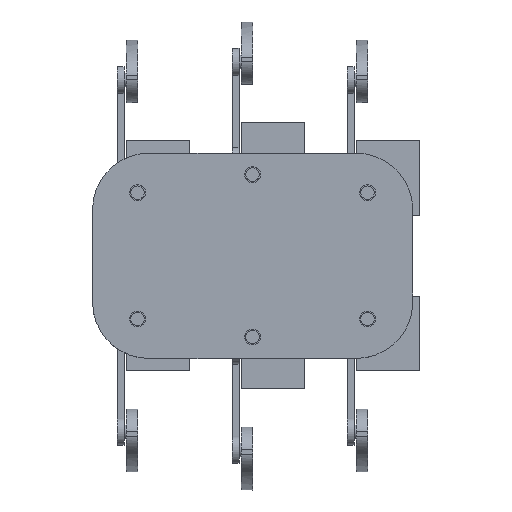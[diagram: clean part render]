
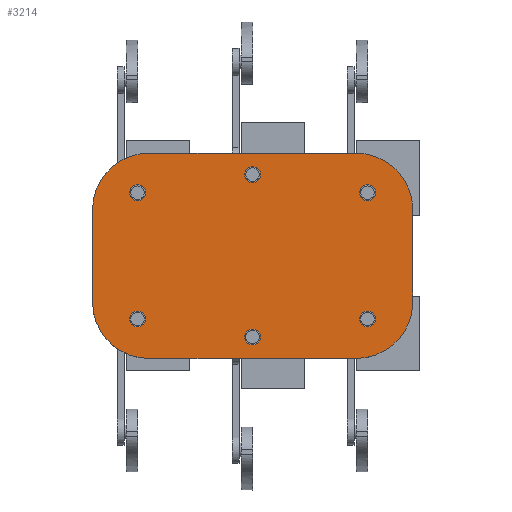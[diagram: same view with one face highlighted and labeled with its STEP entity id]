
A CAD part, top view. The second image highlights one B-rep face of the part: STEP entity #3214.
In plain terms, the highlighted planar face has unit normal (0, 0, 1).
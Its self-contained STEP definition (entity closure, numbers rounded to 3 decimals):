
#253=FACE_BOUND('',#1251,.T.);
#254=FACE_BOUND('',#1252,.T.);
#255=FACE_BOUND('',#1253,.T.);
#256=FACE_BOUND('',#1254,.T.);
#257=FACE_BOUND('',#1255,.T.);
#258=FACE_BOUND('',#1256,.T.);
#485=LINE('',#6792,#733);
#488=LINE('',#6798,#736);
#489=LINE('',#6802,#737);
#490=LINE('',#6806,#738);
#733=VECTOR('',#4574,10.);
#736=VECTOR('',#4579,10.);
#737=VECTOR('',#4582,10.);
#738=VECTOR('',#4585,10.);
#1002=FACE_OUTER_BOUND('',#1250,.T.);
#1250=EDGE_LOOP('',(#2771,#2772,#2773,#2774,#2775,#2776,#2777,#2778));
#1251=EDGE_LOOP('',(#2779));
#1252=EDGE_LOOP('',(#2780));
#1253=EDGE_LOOP('',(#2781));
#1254=EDGE_LOOP('',(#2782));
#1255=EDGE_LOOP('',(#2783));
#1256=EDGE_LOOP('',(#2784));
#1408=CIRCLE('',#3734,25.);
#1410=CIRCLE('',#3738,25.);
#1411=CIRCLE('',#3739,25.);
#1412=CIRCLE('',#3740,25.);
#1413=CIRCLE('',#3741,3.5);
#1414=CIRCLE('',#3742,3.5);
#1415=CIRCLE('',#3743,3.5);
#1416=CIRCLE('',#3744,3.5);
#1417=CIRCLE('',#3745,3.5);
#1418=CIRCLE('',#3746,3.5);
#1670=VERTEX_POINT('',#6782);
#1671=VERTEX_POINT('',#6783);
#1674=VERTEX_POINT('',#6791);
#1676=VERTEX_POINT('',#6797);
#1677=VERTEX_POINT('',#6799);
#1678=VERTEX_POINT('',#6801);
#1679=VERTEX_POINT('',#6803);
#1680=VERTEX_POINT('',#6805);
#1681=VERTEX_POINT('',#6808);
#1682=VERTEX_POINT('',#6810);
#1683=VERTEX_POINT('',#6812);
#1684=VERTEX_POINT('',#6814);
#1685=VERTEX_POINT('',#6816);
#1686=VERTEX_POINT('',#6818);
#2046=EDGE_CURVE('',#1670,#1671,#1408,.T.);
#2050=EDGE_CURVE('',#1674,#1671,#485,.T.);
#2053=EDGE_CURVE('',#1670,#1676,#488,.T.);
#2054=EDGE_CURVE('',#1677,#1676,#1410,.T.);
#2055=EDGE_CURVE('',#1677,#1678,#489,.T.);
#2056=EDGE_CURVE('',#1679,#1678,#1411,.T.);
#2057=EDGE_CURVE('',#1679,#1680,#490,.T.);
#2058=EDGE_CURVE('',#1674,#1680,#1412,.T.);
#2059=EDGE_CURVE('',#1681,#1681,#1413,.T.);
#2060=EDGE_CURVE('',#1682,#1682,#1414,.T.);
#2061=EDGE_CURVE('',#1683,#1683,#1415,.T.);
#2062=EDGE_CURVE('',#1684,#1684,#1416,.T.);
#2063=EDGE_CURVE('',#1685,#1685,#1417,.T.);
#2064=EDGE_CURVE('',#1686,#1686,#1418,.T.);
#2771=ORIENTED_EDGE('',*,*,#2046,.F.);
#2772=ORIENTED_EDGE('',*,*,#2053,.T.);
#2773=ORIENTED_EDGE('',*,*,#2054,.F.);
#2774=ORIENTED_EDGE('',*,*,#2055,.T.);
#2775=ORIENTED_EDGE('',*,*,#2056,.F.);
#2776=ORIENTED_EDGE('',*,*,#2057,.T.);
#2777=ORIENTED_EDGE('',*,*,#2058,.F.);
#2778=ORIENTED_EDGE('',*,*,#2050,.T.);
#2779=ORIENTED_EDGE('',*,*,#2059,.T.);
#2780=ORIENTED_EDGE('',*,*,#2060,.T.);
#2781=ORIENTED_EDGE('',*,*,#2061,.T.);
#2782=ORIENTED_EDGE('',*,*,#2062,.T.);
#2783=ORIENTED_EDGE('',*,*,#2063,.T.);
#2784=ORIENTED_EDGE('',*,*,#2064,.T.);
#3044=PLANE('',#3737);
#3214=ADVANCED_FACE('',(#1002,#253,#254,#255,#256,#257,#258),#3044,.T.);
#3734=AXIS2_PLACEMENT_3D('',#6784,#4566,#4567);
#3737=AXIS2_PLACEMENT_3D('',#6796,#4577,#4578);
#3738=AXIS2_PLACEMENT_3D('',#6800,#4580,#4581);
#3739=AXIS2_PLACEMENT_3D('',#6804,#4583,#4584);
#3740=AXIS2_PLACEMENT_3D('',#6807,#4586,#4587);
#3741=AXIS2_PLACEMENT_3D('',#6809,#4588,#4589);
#3742=AXIS2_PLACEMENT_3D('',#6811,#4590,#4591);
#3743=AXIS2_PLACEMENT_3D('',#6813,#4592,#4593);
#3744=AXIS2_PLACEMENT_3D('',#6815,#4594,#4595);
#3745=AXIS2_PLACEMENT_3D('',#6817,#4596,#4597);
#3746=AXIS2_PLACEMENT_3D('',#6819,#4598,#4599);
#4566=DIRECTION('center_axis',(0.,0.,-1.));
#4567=DIRECTION('ref_axis',(0.707,-0.707,0.));
#4574=DIRECTION('',(1.,0.,0.));
#4577=DIRECTION('center_axis',(0.,0.,1.));
#4578=DIRECTION('ref_axis',(1.,0.,0.));
#4579=DIRECTION('',(0.,1.,0.));
#4580=DIRECTION('center_axis',(0.,0.,-1.));
#4581=DIRECTION('ref_axis',(0.707,0.707,0.));
#4582=DIRECTION('',(-1.,0.,0.));
#4583=DIRECTION('center_axis',(0.,0.,-1.));
#4584=DIRECTION('ref_axis',(-0.707,0.707,0.));
#4585=DIRECTION('',(0.,-1.,0.));
#4586=DIRECTION('center_axis',(0.,0.,-1.));
#4587=DIRECTION('ref_axis',(-0.707,-0.707,0.));
#4588=DIRECTION('center_axis',(0.,0.,-1.));
#4589=DIRECTION('ref_axis',(1.,0.,0.));
#4590=DIRECTION('center_axis',(0.,0.,-1.));
#4591=DIRECTION('ref_axis',(1.,0.,0.));
#4592=DIRECTION('center_axis',(0.,0.,-1.));
#4593=DIRECTION('ref_axis',(1.,0.,0.));
#4594=DIRECTION('center_axis',(0.,0.,-1.));
#4595=DIRECTION('ref_axis',(1.,0.,0.));
#4596=DIRECTION('center_axis',(0.,0.,-1.));
#4597=DIRECTION('ref_axis',(1.,0.,0.));
#4598=DIRECTION('center_axis',(0.,0.,-1.));
#4599=DIRECTION('ref_axis',(1.,0.,0.));
#6782=CARTESIAN_POINT('',(71.,-20.5,45.));
#6783=CARTESIAN_POINT('',(46.,-45.5,45.));
#6784=CARTESIAN_POINT('Origin',(46.,-20.5,45.));
#6791=CARTESIAN_POINT('',(-46.,-45.5,45.));
#6792=CARTESIAN_POINT('',(71.,-45.5,45.));
#6796=CARTESIAN_POINT('Origin',(0.,0.,45.));
#6797=CARTESIAN_POINT('',(71.,20.5,45.));
#6798=CARTESIAN_POINT('',(71.,45.5,45.));
#6799=CARTESIAN_POINT('',(46.,45.5,45.));
#6800=CARTESIAN_POINT('Origin',(46.,20.5,45.));
#6801=CARTESIAN_POINT('',(-46.,45.5,45.));
#6802=CARTESIAN_POINT('',(-71.,45.5,45.));
#6803=CARTESIAN_POINT('',(-71.,20.5,45.));
#6804=CARTESIAN_POINT('Origin',(-46.,20.5,45.));
#6805=CARTESIAN_POINT('',(-71.,-20.5,45.));
#6806=CARTESIAN_POINT('',(-71.,-45.5,45.));
#6807=CARTESIAN_POINT('Origin',(-46.,-20.5,45.));
#6808=CARTESIAN_POINT('',(47.5,-28.,45.));
#6809=CARTESIAN_POINT('Origin',(51.,-28.,45.));
#6810=CARTESIAN_POINT('',(-54.5,-28.,45.));
#6811=CARTESIAN_POINT('Origin',(-51.,-28.,45.));
#6812=CARTESIAN_POINT('',(-3.5,-36.,45.));
#6813=CARTESIAN_POINT('Origin',(0.,-36.,45.));
#6814=CARTESIAN_POINT('',(47.5,28.,45.));
#6815=CARTESIAN_POINT('Origin',(51.,28.,45.));
#6816=CARTESIAN_POINT('',(-54.5,28.,45.));
#6817=CARTESIAN_POINT('Origin',(-51.,28.,45.));
#6818=CARTESIAN_POINT('',(-3.5,36.,45.));
#6819=CARTESIAN_POINT('Origin',(0.,36.,45.));
